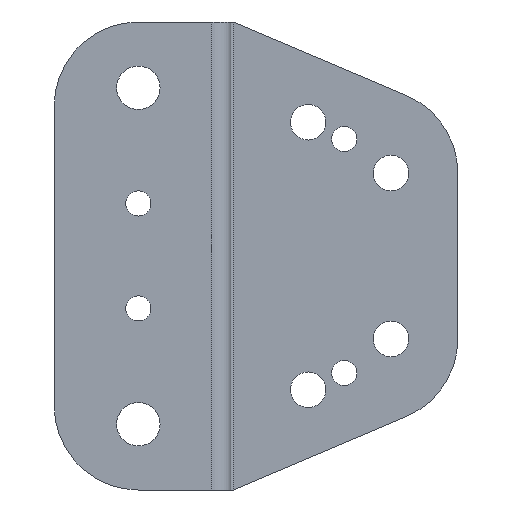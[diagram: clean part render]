
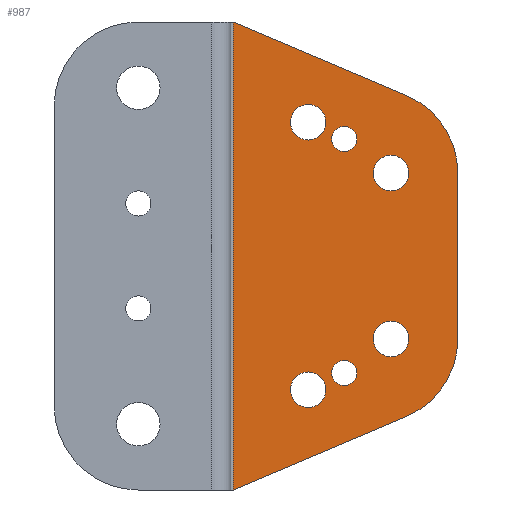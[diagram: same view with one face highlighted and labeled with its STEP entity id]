
A CAD part, left-side view. The second image highlights one B-rep face of the part: STEP entity #987.
In plain terms, the highlighted planar face has unit normal (-1, 0, 0).
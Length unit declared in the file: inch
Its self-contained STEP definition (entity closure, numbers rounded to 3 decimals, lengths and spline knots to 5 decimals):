
#205=DIRECTION('',(0.,0.92,-0.391));
#206=VECTOR('',#205,1.40771);
#207=CARTESIAN_POINT('',(0.6,-2.63578,-1.19991));
#208=LINE('',#207,#206);
#209=DIRECTION('',(0.,0.,-1.));
#210=VECTOR('',#209,3.5);
#211=CARTESIAN_POINT('',(0.6,-1.34,1.75));
#212=LINE('',#211,#210);
#213=DIRECTION('',(0.,-0.92,-0.391));
#214=VECTOR('',#213,1.40771);
#215=CARTESIAN_POINT('',(0.6,-1.34,1.75));
#216=LINE('',#215,#214);
#217=CARTESIAN_POINT('',(0.6,-2.3896,0.62));
#218=DIRECTION('',(1.,0.,0.));
#219=DIRECTION('',(0.,-0.391,0.92));
#220=AXIS2_PLACEMENT_3D('',#217,#218,#219);
#222=CARTESIAN_POINT('',(0.6,-2.3896,-0.62));
#223=DIRECTION('',(1.,0.,0.));
#224=DIRECTION('',(0.,-1.,0.));
#225=AXIS2_PLACEMENT_3D('',#222,#223,#224);
#227=CARTESIAN_POINT('',(0.6,-2.5196,0.62));
#228=DIRECTION('',(1.,0.,0.));
#229=DIRECTION('',(0.,1.,0.));
#230=AXIS2_PLACEMENT_3D('',#227,#228,#229);
#232=CARTESIAN_POINT('',(0.6,-2.5196,0.62));
#233=DIRECTION('',(1.,0.,0.));
#234=DIRECTION('',(0.,-1.,0.));
#235=AXIS2_PLACEMENT_3D('',#232,#233,#234);
#237=CARTESIAN_POINT('',(0.6,-2.1696,0.875));
#238=DIRECTION('',(1.,0.,0.));
#239=DIRECTION('',(0.,1.,0.));
#240=AXIS2_PLACEMENT_3D('',#237,#238,#239);
#242=CARTESIAN_POINT('',(0.6,-2.1696,0.875));
#243=DIRECTION('',(1.,0.,0.));
#244=DIRECTION('',(0.,-1.,0.));
#245=AXIS2_PLACEMENT_3D('',#242,#243,#244);
#247=CARTESIAN_POINT('',(0.6,-1.8996,1.));
#248=DIRECTION('',(1.,0.,0.));
#249=DIRECTION('',(0.,1.,0.));
#250=AXIS2_PLACEMENT_3D('',#247,#248,#249);
#252=CARTESIAN_POINT('',(0.6,-1.8996,1.));
#253=DIRECTION('',(1.,0.,0.));
#254=DIRECTION('',(0.,-1.,0.));
#255=AXIS2_PLACEMENT_3D('',#252,#253,#254);
#257=CARTESIAN_POINT('',(0.6,-2.5196,-0.62));
#258=DIRECTION('',(1.,0.,0.));
#259=DIRECTION('',(0.,1.,0.));
#260=AXIS2_PLACEMENT_3D('',#257,#258,#259);
#262=CARTESIAN_POINT('',(0.6,-2.5196,-0.62));
#263=DIRECTION('',(1.,0.,0.));
#264=DIRECTION('',(0.,-1.,0.));
#265=AXIS2_PLACEMENT_3D('',#262,#263,#264);
#267=CARTESIAN_POINT('',(0.6,-2.1696,-0.875));
#268=DIRECTION('',(1.,0.,0.));
#269=DIRECTION('',(0.,1.,0.));
#270=AXIS2_PLACEMENT_3D('',#267,#268,#269);
#272=CARTESIAN_POINT('',(0.6,-2.1696,-0.875));
#273=DIRECTION('',(1.,0.,0.));
#274=DIRECTION('',(0.,-1.,0.));
#275=AXIS2_PLACEMENT_3D('',#272,#273,#274);
#277=CARTESIAN_POINT('',(0.6,-1.8996,-1.));
#278=DIRECTION('',(1.,0.,0.));
#279=DIRECTION('',(0.,1.,0.));
#280=AXIS2_PLACEMENT_3D('',#277,#278,#279);
#282=CARTESIAN_POINT('',(0.6,-1.8996,-1.));
#283=DIRECTION('',(1.,0.,0.));
#284=DIRECTION('',(0.,-1.,0.));
#285=AXIS2_PLACEMENT_3D('',#282,#283,#284);
#377=DIRECTION('',(0.,0.,-1.));
#378=VECTOR('',#377,1.24);
#379=CARTESIAN_POINT('',(0.6,-3.0196,0.62));
#380=LINE('',#379,#378);
#527=CARTESIAN_POINT('',(0.6,-1.34,1.75));
#528=VERTEX_POINT('',#527);
#535=CARTESIAN_POINT('',(0.6,-1.34,-1.75));
#536=VERTEX_POINT('',#535);
#559=CARTESIAN_POINT('',(0.6,-2.63578,-1.19991));
#560=VERTEX_POINT('',#559);
#561=CARTESIAN_POINT('',(0.6,-3.0196,0.62));
#562=CARTESIAN_POINT('',(0.6,-3.0196,-0.62));
#563=VERTEX_POINT('',#561);
#564=VERTEX_POINT('',#562);
#567=CARTESIAN_POINT('',(0.6,-2.63578,1.19991));
#568=VERTEX_POINT('',#567);
#593=CARTESIAN_POINT('',(0.6,-1.7666,-1.));
#594=CARTESIAN_POINT('',(0.6,-2.0326,-1.));
#595=VERTEX_POINT('',#593);
#596=VERTEX_POINT('',#594);
#597=CARTESIAN_POINT('',(0.6,-2.0756,-0.875));
#598=CARTESIAN_POINT('',(0.6,-2.2636,-0.875));
#599=VERTEX_POINT('',#597);
#600=VERTEX_POINT('',#598);
#601=CARTESIAN_POINT('',(0.6,-2.3866,-0.62));
#602=CARTESIAN_POINT('',(0.6,-2.6526,-0.62));
#603=VERTEX_POINT('',#601);
#604=VERTEX_POINT('',#602);
#605=CARTESIAN_POINT('',(0.6,-1.7666,1.));
#606=CARTESIAN_POINT('',(0.6,-2.0326,1.));
#607=VERTEX_POINT('',#605);
#608=VERTEX_POINT('',#606);
#609=CARTESIAN_POINT('',(0.6,-2.0756,0.875));
#610=CARTESIAN_POINT('',(0.6,-2.2636,0.875));
#611=VERTEX_POINT('',#609);
#612=VERTEX_POINT('',#610);
#613=CARTESIAN_POINT('',(0.6,-2.3866,0.62));
#614=CARTESIAN_POINT('',(0.6,-2.6526,0.62));
#615=VERTEX_POINT('',#613);
#616=VERTEX_POINT('',#614);
#933=CARTESIAN_POINT('',(0.6,-1.34,1.75));
#934=DIRECTION('',(-1.,0.,0.));
#935=DIRECTION('',(0.,-1.,0.));
#936=AXIS2_PLACEMENT_3D('',#933,#934,#935);
#937=PLANE('',#936);
#939=ORIENTED_EDGE('',*,*,#938,.T.);
#940=ORIENTED_EDGE('',*,*,#923,.F.);
#942=ORIENTED_EDGE('',*,*,#941,.T.);
#944=ORIENTED_EDGE('',*,*,#943,.T.);
#946=ORIENTED_EDGE('',*,*,#945,.T.);
#948=ORIENTED_EDGE('',*,*,#947,.T.);
#949=EDGE_LOOP('',(#939,#940,#942,#944,#946,#948));
#950=FACE_OUTER_BOUND('',#949,.F.);
#952=ORIENTED_EDGE('',*,*,#951,.F.);
#954=ORIENTED_EDGE('',*,*,#953,.F.);
#955=EDGE_LOOP('',(#952,#954));
#956=FACE_BOUND('',#955,.F.);
#958=ORIENTED_EDGE('',*,*,#957,.F.);
#960=ORIENTED_EDGE('',*,*,#959,.F.);
#961=EDGE_LOOP('',(#958,#960));
#962=FACE_BOUND('',#961,.F.);
#964=ORIENTED_EDGE('',*,*,#963,.F.);
#966=ORIENTED_EDGE('',*,*,#965,.F.);
#967=EDGE_LOOP('',(#964,#966));
#968=FACE_BOUND('',#967,.F.);
#970=ORIENTED_EDGE('',*,*,#969,.F.);
#972=ORIENTED_EDGE('',*,*,#971,.F.);
#973=EDGE_LOOP('',(#970,#972));
#974=FACE_BOUND('',#973,.F.);
#976=ORIENTED_EDGE('',*,*,#975,.F.);
#978=ORIENTED_EDGE('',*,*,#977,.F.);
#979=EDGE_LOOP('',(#976,#978));
#980=FACE_BOUND('',#979,.F.);
#982=ORIENTED_EDGE('',*,*,#981,.F.);
#984=ORIENTED_EDGE('',*,*,#983,.F.);
#985=EDGE_LOOP('',(#982,#984));
#986=FACE_BOUND('',#985,.F.);
#987=ADVANCED_FACE('',(#950,#956,#962,#968,#974,#980,#986),#937,.T.);
#221=CIRCLE('',#220,0.63);
#226=CIRCLE('',#225,0.63);
#231=CIRCLE('',#230,0.133);
#236=CIRCLE('',#235,0.133);
#241=CIRCLE('',#240,0.094);
#246=CIRCLE('',#245,0.094);
#251=CIRCLE('',#250,0.133);
#256=CIRCLE('',#255,0.133);
#261=CIRCLE('',#260,0.133);
#266=CIRCLE('',#265,0.133);
#271=CIRCLE('',#270,0.094);
#276=CIRCLE('',#275,0.094);
#281=CIRCLE('',#280,0.133);
#286=CIRCLE('',#285,0.133);
#923=EDGE_CURVE('',#528,#536,#212,.T.);
#938=EDGE_CURVE('',#560,#536,#208,.T.);
#941=EDGE_CURVE('',#528,#568,#216,.T.);
#943=EDGE_CURVE('',#568,#563,#221,.T.);
#945=EDGE_CURVE('',#563,#564,#380,.T.);
#947=EDGE_CURVE('',#564,#560,#226,.T.);
#951=EDGE_CURVE('',#615,#616,#231,.T.);
#953=EDGE_CURVE('',#616,#615,#236,.T.);
#957=EDGE_CURVE('',#611,#612,#241,.T.);
#959=EDGE_CURVE('',#612,#611,#246,.T.);
#963=EDGE_CURVE('',#607,#608,#251,.T.);
#965=EDGE_CURVE('',#608,#607,#256,.T.);
#969=EDGE_CURVE('',#603,#604,#261,.T.);
#971=EDGE_CURVE('',#604,#603,#266,.T.);
#975=EDGE_CURVE('',#599,#600,#271,.T.);
#977=EDGE_CURVE('',#600,#599,#276,.T.);
#981=EDGE_CURVE('',#595,#596,#281,.T.);
#983=EDGE_CURVE('',#596,#595,#286,.T.);
